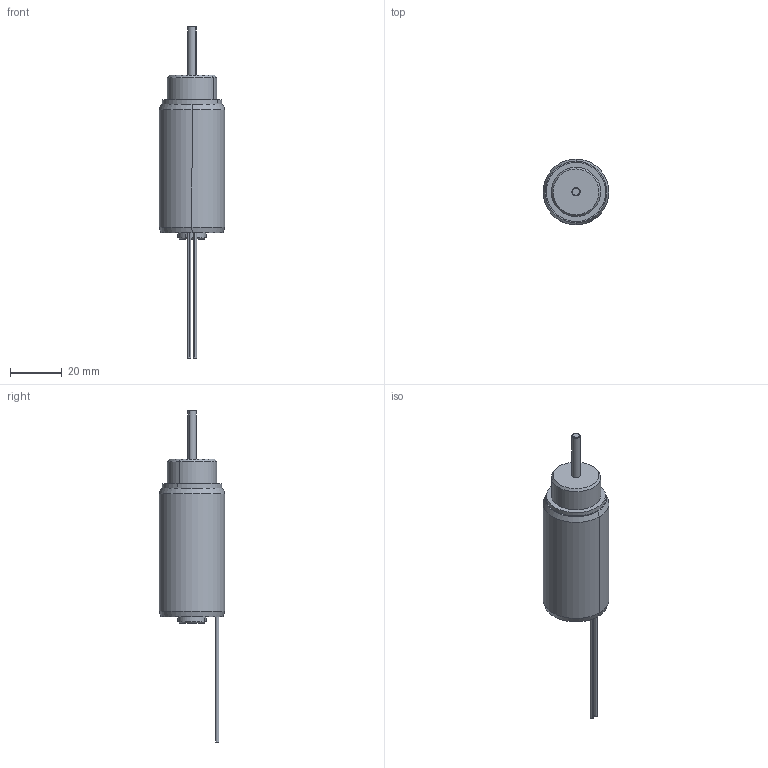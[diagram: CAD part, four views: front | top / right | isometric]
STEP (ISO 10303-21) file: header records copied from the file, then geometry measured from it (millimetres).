
FILE_DESCRIPTION (( 'STEP AP203' ), '1' );
FILE_NAME ('195207-2XX.STEP', '2016-10-25T18:45:16', ( 'admin3' ), ( '' ), 'SwSTEP 2.0', 'SolidWorks 2015', '' );
FILE_SCHEMA (( 'CONFIG_CONTROL_DESIGN' ));
Length unit declared in the file: inch
Products named in the file (1): 195207-2XX
Bounding box: 25.4 x 25.4 x 128.3 mm (x, y, z)
Volume: 28953 mm3; surface area: 6182.8 mm2
Topology: 1 solids, 1 shells, 32 faces, 64 edges, 40 vertices
Faces by surface type: cylinder 14, cone 10, plane 8
Entity records: 923 total; most frequent: DIRECTION 170, CARTESIAN_POINT 137, ORIENTED_EDGE 128, AXIS2_PLACEMENT_3D 73, EDGE_CURVE 64, CIRCLE 40, VERTEX_POINT 40, EDGE_LOOP 38
